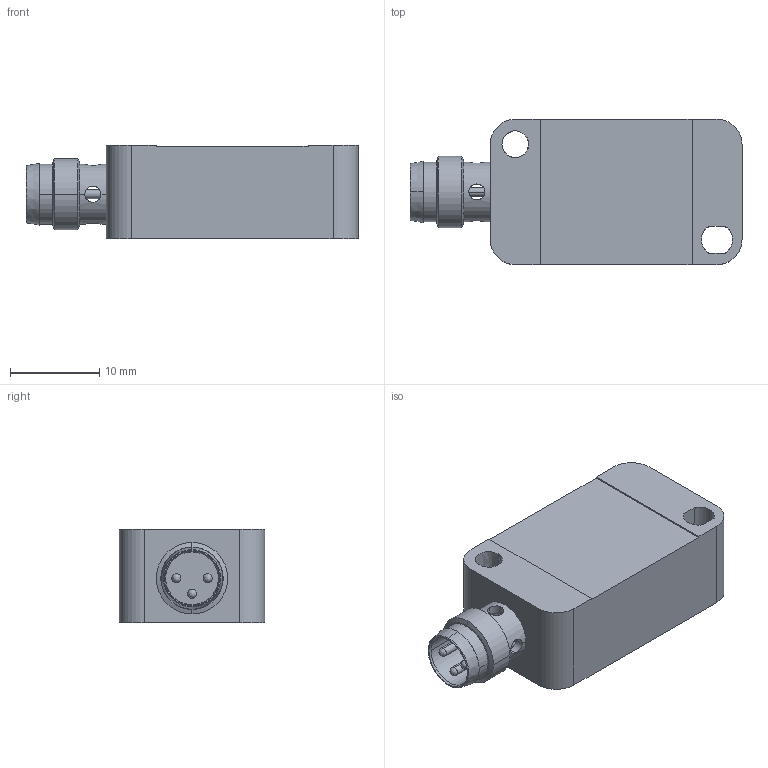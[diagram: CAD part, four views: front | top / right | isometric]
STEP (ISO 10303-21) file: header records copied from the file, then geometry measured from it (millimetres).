
FILE_DESCRIPTION (( 'STEP AP214' ), '1' );
FILE_NAME ('KJ2-Q28KB_V1.stp', '2017-03-23T07:06:01', ( '' ), ( '' ), 'SwSTEP 2.0', 'SolidWorks 2016', '' );
FILE_SCHEMA (( 'AUTOMOTIVE_DESIGN' ));
Length unit declared in the file: millimetre
Products named in the file (1): KJ2-Q28KB_V1
Bounding box: 37.2 x 16.3 x 10.5 mm (x, y, z)
Volume: 2178.2 mm3; surface area: 4394.4 mm2
Topology: 3 solids, 3 shells, 203 faces, 560 edges, 365 vertices
Faces by surface type: cylinder 91, plane 89, cone 16, bspline 7
Entity records: 9353 total; most frequent: CARTESIAN_POINT 1905, ORIENTED_EDGE 1096, DIRECTION 1039, EDGE_CURVE 548, AXIS2_PLACEMENT_3D 367, VERTEX_POINT 365, VECTOR 305, LINE 305
